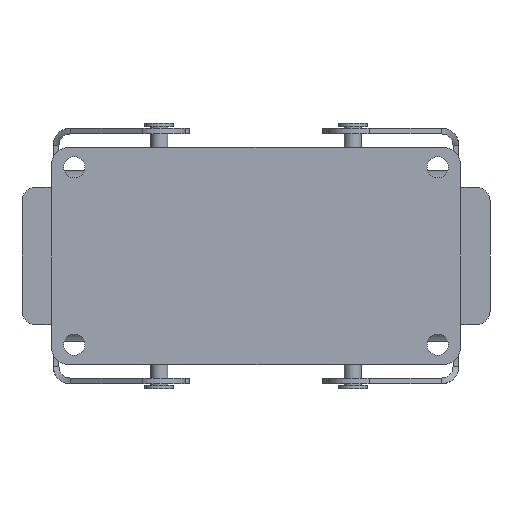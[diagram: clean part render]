
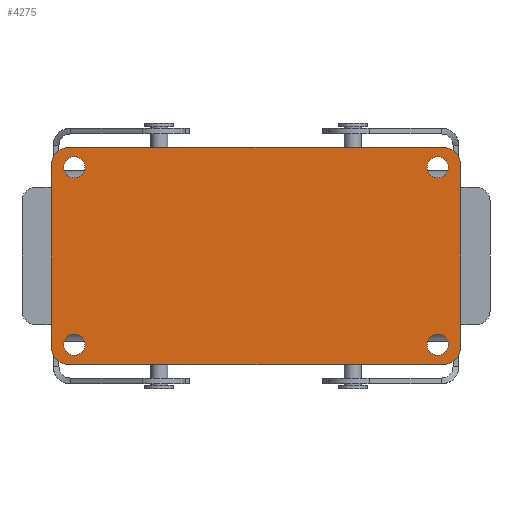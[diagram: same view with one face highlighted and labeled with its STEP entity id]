
A CAD part, front view. The second image highlights one B-rep face of the part: STEP entity #4275.
In plain terms, the highlighted planar face has unit normal (0, -1, 0).
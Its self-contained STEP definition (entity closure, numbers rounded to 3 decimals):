
#621=DIRECTION('',(-1.,0.,0.));
#622=VECTOR('',#621,96.6);
#623=CARTESIAN_POINT('',(48.3,-1.,-28.));
#624=LINE('',#623,#622);
#967=DIRECTION('',(1.,0.,0.));
#968=VECTOR('',#967,96.6);
#969=CARTESIAN_POINT('',(-48.3,-1.,28.));
#970=LINE('',#969,#968);
#971=CARTESIAN_POINT('',(48.3,-1.,23.5));
#972=DIRECTION('',(0.,1.,0.));
#973=DIRECTION('',(0.,0.,1.));
#974=AXIS2_PLACEMENT_3D('',#971,#972,#973);
#976=DIRECTION('',(0.,0.,-1.));
#977=VECTOR('',#976,47.);
#978=CARTESIAN_POINT('',(52.8,-1.,23.5));
#979=LINE('',#978,#977);
#980=CARTESIAN_POINT('',(48.3,-1.,-23.5));
#981=DIRECTION('',(0.,1.,0.));
#982=DIRECTION('',(1.,0.,0.));
#983=AXIS2_PLACEMENT_3D('',#980,#981,#982);
#985=CARTESIAN_POINT('',(-48.3,-1.,-23.5));
#986=DIRECTION('',(0.,1.,0.));
#987=DIRECTION('',(0.,0.,-1.));
#988=AXIS2_PLACEMENT_3D('',#985,#986,#987);
#990=CARTESIAN_POINT('',(-48.3,-1.,23.5));
#991=DIRECTION('',(0.,1.,0.));
#992=DIRECTION('',(-1.,0.,0.));
#993=AXIS2_PLACEMENT_3D('',#990,#991,#992);
#995=CARTESIAN_POINT('',(46.9,-1.,-22.9));
#996=DIRECTION('',(0.,-1.,0.));
#997=DIRECTION('',(-1.,0.,0.));
#998=AXIS2_PLACEMENT_3D('',#995,#996,#997);
#1000=CARTESIAN_POINT('',(46.9,-1.,-22.9));
#1001=DIRECTION('',(0.,-1.,0.));
#1002=DIRECTION('',(1.,0.,0.));
#1003=AXIS2_PLACEMENT_3D('',#1000,#1001,#1002);
#1005=CARTESIAN_POINT('',(-46.9,-1.,22.9));
#1006=DIRECTION('',(0.,-1.,0.));
#1007=DIRECTION('',(-1.,0.,0.));
#1008=AXIS2_PLACEMENT_3D('',#1005,#1006,#1007);
#1010=CARTESIAN_POINT('',(-46.9,-1.,22.9));
#1011=DIRECTION('',(0.,-1.,0.));
#1012=DIRECTION('',(1.,0.,0.));
#1013=AXIS2_PLACEMENT_3D('',#1010,#1011,#1012);
#1015=CARTESIAN_POINT('',(-46.9,-1.,-22.9));
#1016=DIRECTION('',(0.,-1.,0.));
#1017=DIRECTION('',(-1.,0.,0.));
#1018=AXIS2_PLACEMENT_3D('',#1015,#1016,#1017);
#1020=CARTESIAN_POINT('',(-46.9,-1.,-22.9));
#1021=DIRECTION('',(0.,-1.,0.));
#1022=DIRECTION('',(1.,0.,0.));
#1023=AXIS2_PLACEMENT_3D('',#1020,#1021,#1022);
#1025=CARTESIAN_POINT('',(46.9,-1.,22.9));
#1026=DIRECTION('',(0.,-1.,0.));
#1027=DIRECTION('',(-1.,0.,0.));
#1028=AXIS2_PLACEMENT_3D('',#1025,#1026,#1027);
#1030=CARTESIAN_POINT('',(46.9,-1.,22.9));
#1031=DIRECTION('',(0.,-1.,0.));
#1032=DIRECTION('',(1.,0.,0.));
#1033=AXIS2_PLACEMENT_3D('',#1030,#1031,#1032);
#1420=DIRECTION('',(0.,0.,1.));
#1421=VECTOR('',#1420,47.);
#1422=CARTESIAN_POINT('',(-52.8,-1.,-23.5));
#1423=LINE('',#1422,#1421);
#2591=CARTESIAN_POINT('',(52.8,-1.,-23.5));
#2592=VERTEX_POINT('',#2591);
#2593=CARTESIAN_POINT('',(52.8,-1.,23.5));
#2594=VERTEX_POINT('',#2593);
#2751=CARTESIAN_POINT('',(48.3,-1.,28.));
#2752=VERTEX_POINT('',#2751);
#2753=CARTESIAN_POINT('',(-48.3,-1.,28.));
#2754=VERTEX_POINT('',#2753);
#2765=CARTESIAN_POINT('',(-52.8,-1.,23.5));
#2766=VERTEX_POINT('',#2765);
#2767=CARTESIAN_POINT('',(-52.8,-1.,-23.5));
#2768=VERTEX_POINT('',#2767);
#2769=CARTESIAN_POINT('',(-48.3,-1.,-28.));
#2770=VERTEX_POINT('',#2769);
#2771=CARTESIAN_POINT('',(48.3,-1.,-28.));
#2772=VERTEX_POINT('',#2771);
#2773=CARTESIAN_POINT('',(44.15,-1.,-22.9));
#2774=CARTESIAN_POINT('',(49.65,-1.,-22.9));
#2775=VERTEX_POINT('',#2773);
#2776=VERTEX_POINT('',#2774);
#2777=CARTESIAN_POINT('',(-49.65,-1.,22.9));
#2778=CARTESIAN_POINT('',(-44.15,-1.,22.9));
#2779=VERTEX_POINT('',#2777);
#2780=VERTEX_POINT('',#2778);
#2781=CARTESIAN_POINT('',(-49.65,-1.,-22.9));
#2782=CARTESIAN_POINT('',(-44.15,-1.,-22.9));
#2783=VERTEX_POINT('',#2781);
#2784=VERTEX_POINT('',#2782);
#2785=CARTESIAN_POINT('',(44.15,-1.,22.9));
#2786=CARTESIAN_POINT('',(49.65,-1.,22.9));
#2787=VERTEX_POINT('',#2785);
#2788=VERTEX_POINT('',#2786);
#4234=CARTESIAN_POINT('',(0.,-1.,0.));
#4235=DIRECTION('',(0.,1.,0.));
#4236=DIRECTION('',(1.,0.,0.));
#4237=AXIS2_PLACEMENT_3D('',#4234,#4235,#4236);
#4238=PLANE('',#4237);
#4239=ORIENTED_EDGE('',*,*,#3559,.T.);
#4241=ORIENTED_EDGE('',*,*,#4240,.T.);
#4242=ORIENTED_EDGE('',*,*,#3919,.T.);
#4243=ORIENTED_EDGE('',*,*,#3904,.T.);
#4244=ORIENTED_EDGE('',*,*,#3877,.T.);
#4246=ORIENTED_EDGE('',*,*,#4245,.T.);
#4248=ORIENTED_EDGE('',*,*,#4247,.T.);
#4250=ORIENTED_EDGE('',*,*,#4249,.T.);
#4251=EDGE_LOOP('',(#4239,#4241,#4242,#4243,#4244,#4246,#4248,#4250));
#4252=FACE_OUTER_BOUND('',#4251,.F.);
#4254=ORIENTED_EDGE('',*,*,#4253,.T.);
#4256=ORIENTED_EDGE('',*,*,#4255,.T.);
#4257=EDGE_LOOP('',(#4254,#4256));
#4258=FACE_BOUND('',#4257,.F.);
#4260=ORIENTED_EDGE('',*,*,#4259,.T.);
#4262=ORIENTED_EDGE('',*,*,#4261,.T.);
#4263=EDGE_LOOP('',(#4260,#4262));
#4264=FACE_BOUND('',#4263,.F.);
#4266=ORIENTED_EDGE('',*,*,#4265,.T.);
#4268=ORIENTED_EDGE('',*,*,#4267,.T.);
#4269=EDGE_LOOP('',(#4266,#4268));
#4270=FACE_BOUND('',#4269,.F.);
#4271=ORIENTED_EDGE('',*,*,#4228,.T.);
#4272=ORIENTED_EDGE('',*,*,#4214,.T.);
#4273=EDGE_LOOP('',(#4271,#4272));
#4274=FACE_BOUND('',#4273,.F.);
#4275=ADVANCED_FACE('',(#4252,#4258,#4264,#4270,#4274),#4238,.F.);
#975=CIRCLE('',#974,4.5);
#984=CIRCLE('',#983,4.5);
#989=CIRCLE('',#988,4.5);
#994=CIRCLE('',#993,4.5);
#999=CIRCLE('',#998,2.75);
#1004=CIRCLE('',#1003,2.75);
#1009=CIRCLE('',#1008,2.75);
#1014=CIRCLE('',#1013,2.75);
#1019=CIRCLE('',#1018,2.75);
#1024=CIRCLE('',#1023,2.75);
#1029=CIRCLE('',#1028,2.75);
#1034=CIRCLE('',#1033,2.75);
#3559=EDGE_CURVE('',#2754,#2752,#970,.T.);
#3877=EDGE_CURVE('',#2772,#2770,#624,.T.);
#3904=EDGE_CURVE('',#2592,#2772,#984,.T.);
#3919=EDGE_CURVE('',#2594,#2592,#979,.T.);
#4214=EDGE_CURVE('',#2788,#2787,#1034,.T.);
#4228=EDGE_CURVE('',#2787,#2788,#1029,.T.);
#4240=EDGE_CURVE('',#2752,#2594,#975,.T.);
#4245=EDGE_CURVE('',#2770,#2768,#989,.T.);
#4247=EDGE_CURVE('',#2768,#2766,#1423,.T.);
#4249=EDGE_CURVE('',#2766,#2754,#994,.T.);
#4253=EDGE_CURVE('',#2775,#2776,#999,.T.);
#4255=EDGE_CURVE('',#2776,#2775,#1004,.T.);
#4259=EDGE_CURVE('',#2779,#2780,#1009,.T.);
#4261=EDGE_CURVE('',#2780,#2779,#1014,.T.);
#4265=EDGE_CURVE('',#2783,#2784,#1019,.T.);
#4267=EDGE_CURVE('',#2784,#2783,#1024,.T.);
